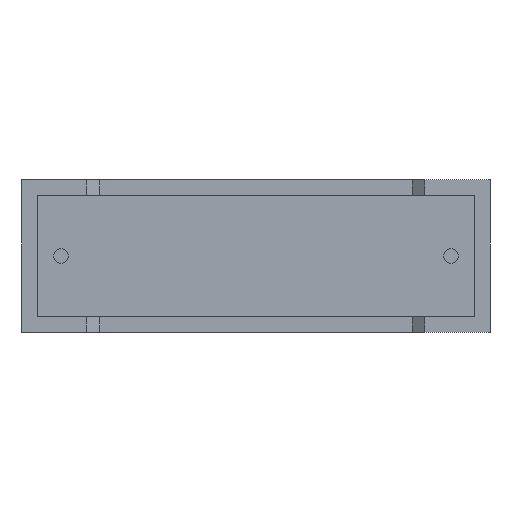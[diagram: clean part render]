
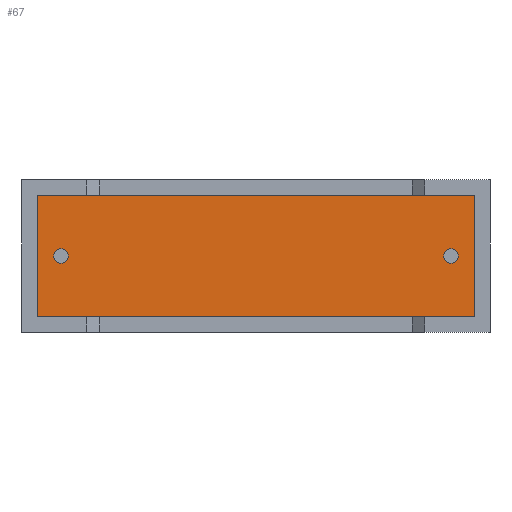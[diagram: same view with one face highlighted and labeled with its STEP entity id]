
A CAD part, front view. The second image highlights one B-rep face of the part: STEP entity #67.
In plain terms, the highlighted planar face has unit normal (0, -1, 0).
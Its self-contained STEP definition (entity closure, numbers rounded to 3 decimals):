
#27 = CARTESIAN_POINT ( 'NONE',  ( 26.1, 0.75, 7.9 ) ) ;
#46 = ORIENTED_EDGE ( 'NONE', *, *, #874, .F. ) ;
#67 = ADVANCED_FACE ( 'NONE', ( #1120, #2551, #1610 ), #2238, .T. ) ;
#96 = DIRECTION ( 'NONE',  ( 0., -1., 0. ) ) ;
#172 = VECTOR ( 'NONE', #793, 1000. ) ;
#218 = CIRCLE ( 'NONE', #2036, 0.425 ) ;
#263 = DIRECTION ( 'NONE',  ( 0., 0., -1. ) ) ;
#288 = EDGE_LOOP ( 'NONE', ( #1512, #1492, #944, #1284 ) ) ;
#302 = ORIENTED_EDGE ( 'NONE', *, *, #540, .F. ) ;
#354 = EDGE_CURVE ( 'NONE', #2890, #1475, #2868, .T. ) ;
#388 = VERTEX_POINT ( 'NONE', #1584 ) ;
#413 = AXIS2_PLACEMENT_3D ( 'NONE', #1863, #2840, #263 ) ;
#540 = EDGE_CURVE ( 'NONE', #1671, #2907, #618, .T. ) ;
#618 = CIRCLE ( 'NONE', #2331, 0.425 ) ;
#644 = EDGE_CURVE ( 'NONE', #2482, #1896, #3036, .T. ) ;
#671 = VECTOR ( 'NONE', #2713, 1000. ) ;
#720 = DIRECTION ( 'NONE',  ( 0., 0., -1. ) ) ;
#724 = LINE ( 'NONE', #1432, #172 ) ;
#754 = LINE ( 'NONE', #1683, #2951 ) ;
#793 = DIRECTION ( 'NONE',  ( 1., 0., 0. ) ) ;
#874 = EDGE_CURVE ( 'NONE', #2907, #1671, #218, .T. ) ;
#939 = DIRECTION ( 'NONE',  ( 0., -1., 0. ) ) ;
#944 = ORIENTED_EDGE ( 'NONE', *, *, #354, .T. ) ;
#953 = ORIENTED_EDGE ( 'NONE', *, *, #644, .F. ) ;
#981 = CARTESIAN_POINT ( 'NONE',  ( 0.9, 0.75, 0.9 ) ) ;
#1086 = CARTESIAN_POINT ( 'NONE',  ( 24.75, 0.75, 3.975 ) ) ;
#1120 = FACE_BOUND ( 'NONE', #1836, .T. ) ;
#1234 = CARTESIAN_POINT ( 'NONE',  ( 2.25, 0.75, 4.4 ) ) ;
#1282 = CARTESIAN_POINT ( 'NONE',  ( 2.25, 0.75, 4.4 ) ) ;
#1284 = ORIENTED_EDGE ( 'NONE', *, *, #2226, .T. ) ;
#1285 = EDGE_CURVE ( 'NONE', #2180, #2890, #724, .T. ) ;
#1313 = DIRECTION ( 'NONE',  ( 0., 0., -1. ) ) ;
#1335 = CARTESIAN_POINT ( 'NONE',  ( 24.75, 0.75, 4.825 ) ) ;
#1347 = CARTESIAN_POINT ( 'NONE',  ( 2.25, 0.75, 3.975 ) ) ;
#1432 = CARTESIAN_POINT ( 'NONE',  ( 0.9, 0.75, 0.9 ) ) ;
#1446 = DIRECTION ( 'NONE',  ( 0., 0., -1. ) ) ;
#1450 = DIRECTION ( 'NONE',  ( 0., 0., -1. ) ) ;
#1475 = VERTEX_POINT ( 'NONE', #27 ) ;
#1492 = ORIENTED_EDGE ( 'NONE', *, *, #1285, .T. ) ;
#1512 = ORIENTED_EDGE ( 'NONE', *, *, #2698, .T. ) ;
#1584 = CARTESIAN_POINT ( 'NONE',  ( 0.9, 0.75, 7.9 ) ) ;
#1610 = FACE_BOUND ( 'NONE', #1723, .T. ) ;
#1671 = VERTEX_POINT ( 'NONE', #1086 ) ;
#1683 = CARTESIAN_POINT ( 'NONE',  ( 0.9, 0.75, 7.9 ) ) ;
#1723 = EDGE_LOOP ( 'NONE', ( #953, #2909 ) ) ;
#1724 = DIRECTION ( 'NONE',  ( 0., 0., -1. ) ) ;
#1762 = LINE ( 'NONE', #2258, #2949 ) ;
#1804 = DIRECTION ( 'NONE',  ( -1., 0., 0. ) ) ;
#1810 = CIRCLE ( 'NONE', #2646, 0.425 ) ;
#1836 = EDGE_LOOP ( 'NONE', ( #46, #302 ) ) ;
#1863 = CARTESIAN_POINT ( 'NONE',  ( 0., 0.75, 0. ) ) ;
#1896 = VERTEX_POINT ( 'NONE', #1347 ) ;
#1930 = CARTESIAN_POINT ( 'NONE',  ( 2.25, 0.75, 4.825 ) ) ;
#1970 = DIRECTION ( 'NONE',  ( 0., -1., 0. ) ) ;
#2036 = AXIS2_PLACEMENT_3D ( 'NONE', #3054, #939, #1446 ) ;
#2180 = VERTEX_POINT ( 'NONE', #981 ) ;
#2226 = EDGE_CURVE ( 'NONE', #1475, #388, #1762, .T. ) ;
#2238 = PLANE ( 'NONE',  #413 ) ;
#2250 = CARTESIAN_POINT ( 'NONE',  ( 26.1, 0.75, 0.9 ) ) ;
#2258 = CARTESIAN_POINT ( 'NONE',  ( 26.1, 0.75, 7.9 ) ) ;
#2331 = AXIS2_PLACEMENT_3D ( 'NONE', #2418, #1970, #1450 ) ;
#2418 = CARTESIAN_POINT ( 'NONE',  ( 24.75, 0.75, 4.4 ) ) ;
#2433 = AXIS2_PLACEMENT_3D ( 'NONE', #1234, #2901, #1724 ) ;
#2482 = VERTEX_POINT ( 'NONE', #1930 ) ;
#2551 = FACE_OUTER_BOUND ( 'NONE', #288, .T. ) ;
#2612 = EDGE_CURVE ( 'NONE', #1896, #2482, #1810, .T. ) ;
#2646 = AXIS2_PLACEMENT_3D ( 'NONE', #1282, #96, #1313 ) ;
#2698 = EDGE_CURVE ( 'NONE', #388, #2180, #754, .T. ) ;
#2713 = DIRECTION ( 'NONE',  ( 0., 0., 1. ) ) ;
#2840 = DIRECTION ( 'NONE',  ( 0., -1., 0. ) ) ;
#2868 = LINE ( 'NONE', #3004, #671 ) ;
#2890 = VERTEX_POINT ( 'NONE', #2250 ) ;
#2901 = DIRECTION ( 'NONE',  ( 0., -1., 0. ) ) ;
#2907 = VERTEX_POINT ( 'NONE', #1335 ) ;
#2909 = ORIENTED_EDGE ( 'NONE', *, *, #2612, .F. ) ;
#2949 = VECTOR ( 'NONE', #1804, 1000. ) ;
#2951 = VECTOR ( 'NONE', #720, 1000. ) ;
#3004 = CARTESIAN_POINT ( 'NONE',  ( 26.1, 0.75, 0.9 ) ) ;
#3036 = CIRCLE ( 'NONE', #2433, 0.425 ) ;
#3054 = CARTESIAN_POINT ( 'NONE',  ( 24.75, 0.75, 4.4 ) ) ;
